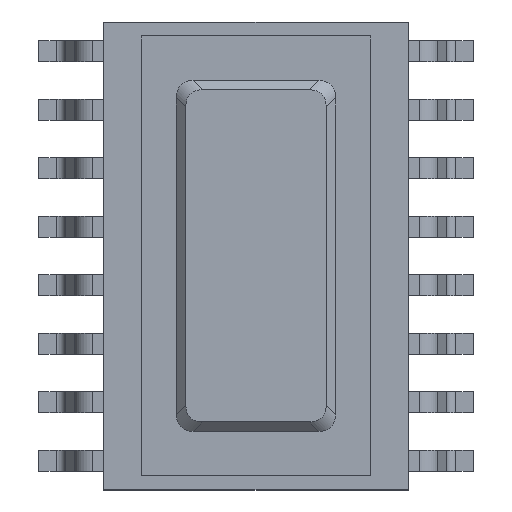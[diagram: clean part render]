
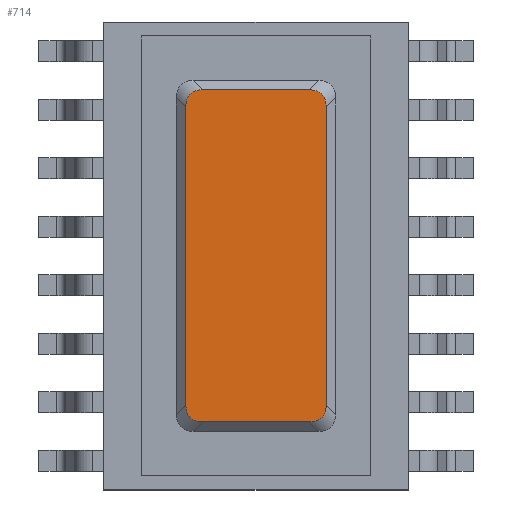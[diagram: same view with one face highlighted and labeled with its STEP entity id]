
A CAD part, top view. The second image highlights one B-rep face of the part: STEP entity #714.
In plain terms, the highlighted planar face has unit normal (0, 0, 1).
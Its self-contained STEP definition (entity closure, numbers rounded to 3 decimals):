
#54 = EDGE_CURVE ( 'NONE', #8787, #2683, #2795, .T. ) ;
#714 = ADVANCED_FACE ( 'NONE', ( #2444 ), #8606, .T. ) ;
#957 = CARTESIAN_POINT ( 'NONE',  ( -1.5, -3.75, 2.5 ) ) ;
#1139 = VERTEX_POINT ( 'NONE', #5613 ) ;
#1527 = ORIENTED_EDGE ( 'NONE', *, *, #3872, .T. ) ;
#1590 = LINE ( 'NONE', #7365, #3925 ) ;
#1609 = DIRECTION ( 'NONE',  ( 0., 1., 0. ) ) ;
#1903 = VECTOR ( 'NONE', #6941, 1000. ) ;
#2108 = VERTEX_POINT ( 'NONE', #3911 ) ;
#2224 = DIRECTION ( 'NONE',  ( 1., 0., 0. ) ) ;
#2385 = CARTESIAN_POINT ( 'NONE',  ( 1.5, -3.75, 2.5 ) ) ;
#2444 = FACE_OUTER_BOUND ( 'NONE', #7550, .T. ) ;
#2683 = VERTEX_POINT ( 'NONE', #6931 ) ;
#2788 = CARTESIAN_POINT ( 'NONE',  ( -1.5, 3.196, 2.5 ) ) ;
#2795 =( BOUNDED_CURVE ( )  B_SPLINE_CURVE ( 3, ( #10561, #7311, #4052, #8057 ),
 .UNSPECIFIED., .F., .T. ) 
 B_SPLINE_CURVE_WITH_KNOTS ( ( 4, 4 ),
 ( 5.76, 6.807 ),
 .UNSPECIFIED. ) 
 CURVE ( )  GEOMETRIC_REPRESENTATION_ITEM ( )  RATIONAL_B_SPLINE_CURVE ( ( 1., 0.911, 0.911, 1. ) ) 
 REPRESENTATION_ITEM ( '' )  );
#3032 = VERTEX_POINT ( 'NONE', #10040 ) ;
#3254 = CARTESIAN_POINT ( 'NONE',  ( 1.5, -3.421, 2.5 ) ) ;
#3270 = DIRECTION ( 'NONE',  ( 1., 0., 0. ) ) ;
#3615 = EDGE_CURVE ( 'NONE', #5482, #3748, #6969, .T. ) ;
#3688 = CARTESIAN_POINT ( 'NONE',  ( 0., 0., 2.5 ) ) ;
#3748 = VERTEX_POINT ( 'NONE', #3988 ) ;
#3784 = CARTESIAN_POINT ( 'NONE',  ( 1.371, -3.55, 2.5 ) ) ;
#3872 = EDGE_CURVE ( 'NONE', #2108, #3032, #4412, .T. ) ;
#3911 = CARTESIAN_POINT ( 'NONE',  ( -1.146, 3.55, 2.5 ) ) ;
#3925 = VECTOR ( 'NONE', #3270, 1000. ) ;
#3988 = CARTESIAN_POINT ( 'NONE',  ( 1.5, -3.196, 2.5 ) ) ;
#4052 = CARTESIAN_POINT ( 'NONE',  ( 1.371, 3.55, 2.5 ) ) ;
#4412 =( BOUNDED_CURVE ( )  B_SPLINE_CURVE ( 3, ( #9989, #5961, #9232, #2788 ),
 .UNSPECIFIED., .F., .T. ) 
 B_SPLINE_CURVE_WITH_KNOTS ( ( 4, 4 ),
 ( 5.76, 6.807 ),
 .UNSPECIFIED. ) 
 CURVE ( )  GEOMETRIC_REPRESENTATION_ITEM ( )  RATIONAL_B_SPLINE_CURVE ( ( 1., 0.911, 0.911, 1. ) ) 
 REPRESENTATION_ITEM ( '' )  );
#4540 = CARTESIAN_POINT ( 'NONE',  ( -1.5, -3.196, 2.5 ) ) ;
#4584 = VECTOR ( 'NONE', #5149, 1000. ) ;
#4608 = CARTESIAN_POINT ( 'NONE',  ( 1.146, -3.55, 2.5 ) ) ;
#4994 = LINE ( 'NONE', #5270, #1903 ) ;
#5149 = DIRECTION ( 'NONE',  ( 0., -1., 0. ) ) ;
#5270 = CARTESIAN_POINT ( 'NONE',  ( 1.7, 3.55, 2.5 ) ) ;
#5397 = VERTEX_POINT ( 'NONE', #9886 ) ;
#5482 = VERTEX_POINT ( 'NONE', #6045 ) ;
#5613 = CARTESIAN_POINT ( 'NONE',  ( -1.146, -3.55, 2.5 ) ) ;
#5873 = CARTESIAN_POINT ( 'NONE',  ( 1.5, 3.196, 2.5 ) ) ;
#5961 = CARTESIAN_POINT ( 'NONE',  ( -1.371, 3.55, 2.5 ) ) ;
#6045 = CARTESIAN_POINT ( 'NONE',  ( 1.146, -3.55, 2.5 ) ) ;
#6113 = CARTESIAN_POINT ( 'NONE',  ( -1.5, -3.421, 2.5 ) ) ;
#6203 = ORIENTED_EDGE ( 'NONE', *, *, #54, .T. ) ;
#6384 = LINE ( 'NONE', #957, #4584 ) ;
#6609 = ORIENTED_EDGE ( 'NONE', *, *, #7467, .T. ) ;
#6931 = CARTESIAN_POINT ( 'NONE',  ( 1.146, 3.55, 2.5 ) ) ;
#6941 = DIRECTION ( 'NONE',  ( -1., 0., 0. ) ) ;
#6969 =( BOUNDED_CURVE ( )  B_SPLINE_CURVE ( 3, ( #4608, #3784, #3254, #8783 ),
 .UNSPECIFIED., .F., .T. ) 
 B_SPLINE_CURVE_WITH_KNOTS ( ( 4, 4 ),
 ( 5.76, 6.807 ),
 .UNSPECIFIED. ) 
 CURVE ( )  GEOMETRIC_REPRESENTATION_ITEM ( )  RATIONAL_B_SPLINE_CURVE ( ( 1., 0.911, 0.911, 1. ) ) 
 REPRESENTATION_ITEM ( '' )  );
#7047 = ORIENTED_EDGE ( 'NONE', *, *, #3615, .T. ) ;
#7237 = DIRECTION ( 'NONE',  ( 0., 0., 1. ) ) ;
#7311 = CARTESIAN_POINT ( 'NONE',  ( 1.5, 3.421, 2.5 ) ) ;
#7365 = CARTESIAN_POINT ( 'NONE',  ( 1.7, -3.55, 2.5 ) ) ;
#7448 = ORIENTED_EDGE ( 'NONE', *, *, #10257, .T. ) ;
#7467 = EDGE_CURVE ( 'NONE', #1139, #5482, #1590, .T. ) ;
#7550 = EDGE_LOOP ( 'NONE', ( #6609, #7047, #9673, #6203, #7448, #1527, #9233, #9719 ) ) ;
#8057 = CARTESIAN_POINT ( 'NONE',  ( 1.146, 3.55, 2.5 ) ) ;
#8070 = EDGE_CURVE ( 'NONE', #3748, #8787, #8977, .T. ) ;
#8553 = CARTESIAN_POINT ( 'NONE',  ( -1.371, -3.55, 2.5 ) ) ;
#8606 = PLANE ( 'NONE',  #8666 ) ;
#8666 = AXIS2_PLACEMENT_3D ( 'NONE', #3688, #7237, #2224 ) ;
#8783 = CARTESIAN_POINT ( 'NONE',  ( 1.5, -3.196, 2.5 ) ) ;
#8787 = VERTEX_POINT ( 'NONE', #5873 ) ;
#8828 = EDGE_CURVE ( 'NONE', #3032, #5397, #6384, .T. ) ;
#8932 = EDGE_CURVE ( 'NONE', #5397, #1139, #10256, .T. ) ;
#8977 = LINE ( 'NONE', #2385, #9094 ) ;
#9094 = VECTOR ( 'NONE', #1609, 1000. ) ;
#9232 = CARTESIAN_POINT ( 'NONE',  ( -1.5, 3.421, 2.5 ) ) ;
#9233 = ORIENTED_EDGE ( 'NONE', *, *, #8828, .T. ) ;
#9421 = CARTESIAN_POINT ( 'NONE',  ( -1.146, -3.55, 2.5 ) ) ;
#9673 = ORIENTED_EDGE ( 'NONE', *, *, #8070, .T. ) ;
#9719 = ORIENTED_EDGE ( 'NONE', *, *, #8932, .T. ) ;
#9886 = CARTESIAN_POINT ( 'NONE',  ( -1.5, -3.196, 2.5 ) ) ;
#9989 = CARTESIAN_POINT ( 'NONE',  ( -1.146, 3.55, 2.5 ) ) ;
#10040 = CARTESIAN_POINT ( 'NONE',  ( -1.5, 3.196, 2.5 ) ) ;
#10256 =( BOUNDED_CURVE ( )  B_SPLINE_CURVE ( 3, ( #4540, #6113, #8553, #9421 ),
 .UNSPECIFIED., .F., .F. ) 
 B_SPLINE_CURVE_WITH_KNOTS ( ( 4, 4 ),
 ( 5.76, 6.807 ),
 .UNSPECIFIED. ) 
 CURVE ( )  GEOMETRIC_REPRESENTATION_ITEM ( )  RATIONAL_B_SPLINE_CURVE ( ( 1., 0.911, 0.911, 1. ) ) 
 REPRESENTATION_ITEM ( '' )  );
#10257 = EDGE_CURVE ( 'NONE', #2683, #2108, #4994, .T. ) ;
#10561 = CARTESIAN_POINT ( 'NONE',  ( 1.5, 3.196, 2.5 ) ) ;
